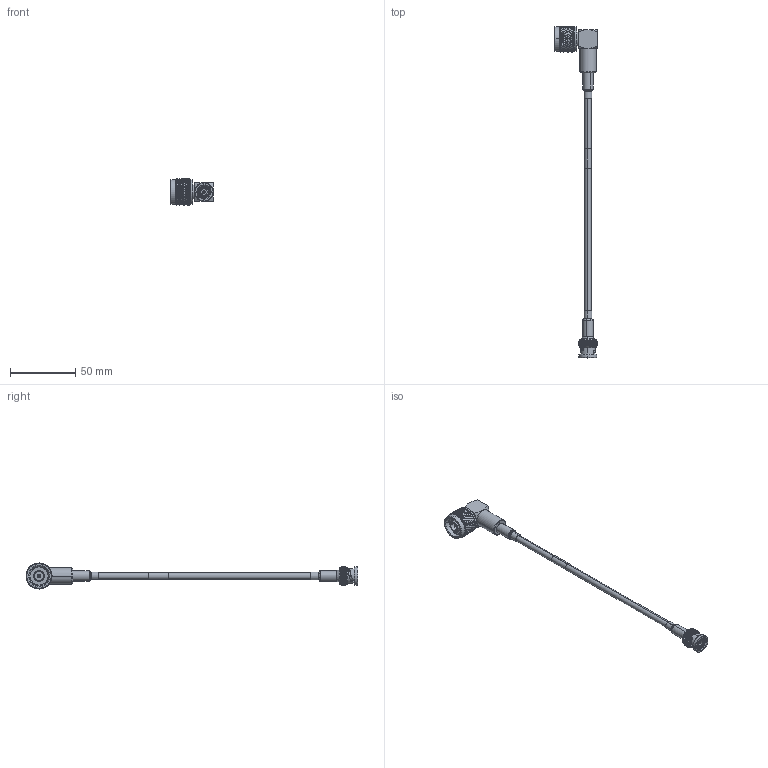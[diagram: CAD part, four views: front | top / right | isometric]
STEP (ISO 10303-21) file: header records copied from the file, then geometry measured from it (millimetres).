
FILE_DESCRIPTION (( 'STEP AP214' ), '1' );
FILE_NAME ('FMC00159_3D.STEP', '2022-01-10T21:23:48', ( '' ), ( '' ), 'SwSTEP 2.0', 'SolidWorks 2021', '' );
FILE_SCHEMA (( 'AUTOMOTIVE_DESIGN' ));
Length unit declared in the file: inch
Products named in the file (5): PE4485 ｦ FMCN1104; FMC00159_3D; RG58_WITH OFFSET LABEL; PE4016 ｦ SC6025_CRIMPED; THRINK TUBING RG58C
Assembly tree (5 placements, depth 2):
  FMC00159_3D
    RG58_WITH OFFSET LABEL
    PE4485 ｦ FMCN1104
    PE4016 ｦ SC6025_CRIMPED
    THRINK TUBING RG58C  x2
Bounding box: 32.85 x 255.37 x 20 mm (x, y, z)
Volume: 15206.7 mm3; surface area: 13728 mm2
Topology: 9 solids, 9 shells, 2079 faces, 4580 edges, 2541 vertices
Faces by surface type: bspline 1137, cylinder 522, plane 212, cone 190, torus 16, sphere 2
Entity records: 77499 total; most frequent: CARTESIAN_POINT 44763, ORIENTED_EDGE 9072, EDGE_CURVE 4536, DIRECTION 3762, VERTEX_POINT 2517, EDGE_LOOP 2093, ADVANCED_FACE 2057, FACE_OUTER_BOUND 2057
